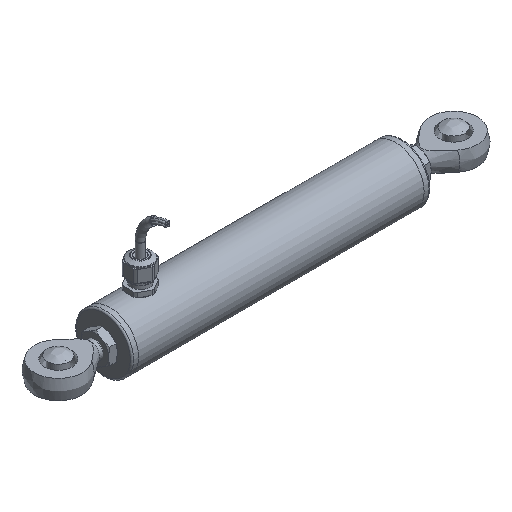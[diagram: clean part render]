
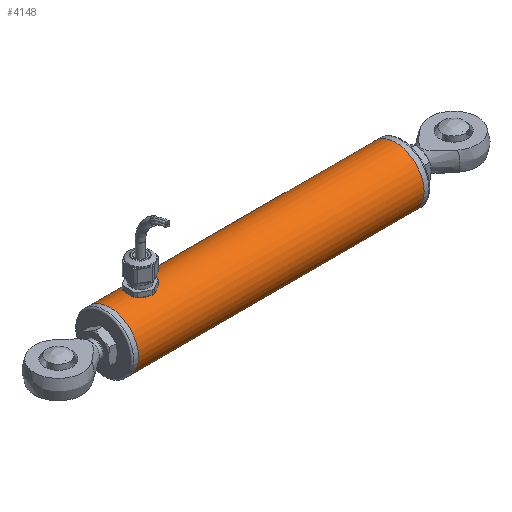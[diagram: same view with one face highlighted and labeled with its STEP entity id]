
A CAD part, isometric view. The second image highlights one B-rep face of the part: STEP entity #4148.
In plain terms, the highlighted cylindrical face has radius 13.335 mm (diameter 26.67 mm), a full revolution.
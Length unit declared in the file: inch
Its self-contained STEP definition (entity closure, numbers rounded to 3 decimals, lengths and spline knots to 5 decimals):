
#16 = CARTESIAN_POINT ( 'NONE',  ( -2.03083, 0.12031, 0.51104 ) ) ;
#21 = EDGE_CURVE ( 'NONE', #489, #489, #130, .T. ) ;
#57 = CARTESIAN_POINT ( 'NONE',  ( -1.87069, -0.08849, 0.51753 ) ) ;
#93 = CARTESIAN_POINT ( 'NONE',  ( -2.06006, -0.10075, 0.51528 ) ) ;
#120 = CARTESIAN_POINT ( 'NONE',  ( -1.85124, -0.05942, 0.52169 ) ) ;
#130 = CIRCLE ( 'NONE', #931, 0.525 ) ;
#148 = CARTESIAN_POINT ( 'NONE',  ( 2.7185, 0., 0.525 ) ) ;
#154 = CARTESIAN_POINT ( 'NONE',  ( -1.83852, 0.0176, 0.52478 ) ) ;
#197 = FACE_OUTER_BOUND ( 'NONE', #429, .T. ) ;
#404 = VERTEX_POINT ( 'NONE', #4812 ) ;
#429 = EDGE_LOOP ( 'NONE', ( #2236 ) ) ;
#489 = VERTEX_POINT ( 'NONE', #148 ) ;
#498 = CARTESIAN_POINT ( 'NONE',  ( -2.10535, 0.00889, 0.525 ) ) ;
#531 = CARTESIAN_POINT ( 'NONE',  ( -2.10536, -0.00877, 0.525 ) ) ;
#568 = CARTESIAN_POINT ( 'NONE',  ( -2.07792, -0.08167, 0.51866 ) ) ;
#605 = CARTESIAN_POINT ( 'NONE',  ( -2.07788, 0.08171, 0.51865 ) ) ;
#633 = CARTESIAN_POINT ( 'NONE',  ( -2.08756, 0.06725, 0.52073 ) ) ;
#709 = DIRECTION ( 'NONE',  ( 0., 0., 1. ) ) ;
#931 = AXIS2_PLACEMENT_3D ( 'NONE', #1570, #3473, #2009 ) ;
#972 = CARTESIAN_POINT ( 'NONE',  ( -2.09849, -0.04323, 0.52328 ) ) ;
#1001 = CARTESIAN_POINT ( 'NONE',  ( -2.03869, -0.1161, 0.51203 ) ) ;
#1030 = CARTESIAN_POINT ( 'NONE',  ( -2.10103, 0.03487, 0.52391 ) ) ;
#1038 = EDGE_CURVE ( 'NONE', #4985, #4985, #1324, .T. ) ;
#1068 = CARTESIAN_POINT ( 'NONE',  ( -1.98913, -0.13298, 0.50788 ) ) ;
#1101 = CARTESIAN_POINT ( 'NONE',  ( -2.09179, -0.05938, 0.52169 ) ) ;
#1324 = CIRCLE ( 'NONE', #1823, 0.525 ) ;
#1441 = CARTESIAN_POINT ( 'NONE',  ( -1.95388, -0.13298, 0.50788 ) ) ;
#1471 = CARTESIAN_POINT ( 'NONE',  ( -1.84455, -0.04333, 0.52327 ) ) ;
#1504 = CARTESIAN_POINT ( 'NONE',  ( -2.08768, -0.06707, 0.52075 ) ) ;
#1539 = CARTESIAN_POINT ( 'NONE',  ( -1.86445, 0.08226, 0.51867 ) ) ;
#1570 = CARTESIAN_POINT ( 'NONE',  ( 2.7185, 0., 0. ) ) ;
#1571 = CARTESIAN_POINT ( 'NONE',  ( -1.90434, -0.11612, 0.51202 ) ) ;
#1823 = AXIS2_PLACEMENT_3D ( 'NONE', #4321, #2343, #5234 ) ;
#1939 = CARTESIAN_POINT ( 'NONE',  ( -1.84449, 0.04317, 0.52329 ) ) ;
#2009 = DIRECTION ( 'NONE',  ( 0., 0., 1. ) ) ;
#2010 = CARTESIAN_POINT ( 'NONE',  ( -1.83851, -0.01756, 0.52478 ) ) ;
#2042 = CARTESIAN_POINT ( 'NONE',  ( -2.09169, 0.05958, 0.52167 ) ) ;
#2061 = EDGE_CURVE ( 'NONE', #404, #404, #3615, .T. ) ;
#2087 = FACE_BOUND ( 'NONE', #5738, .T. ) ;
#2120 = CYLINDRICAL_SURFACE ( 'NONE', #5627, 0.525 ) ;
#2236 = ORIENTED_EDGE ( 'NONE', *, *, #21, .T. ) ;
#2343 = DIRECTION ( 'NONE',  ( 1., 0., 0. ) ) ;
#2415 = CARTESIAN_POINT ( 'NONE',  ( -2.03866, 0.11612, 0.51202 ) ) ;
#2452 = CARTESIAN_POINT ( 'NONE',  ( -1.88298, -0.10078, 0.51527 ) ) ;
#2487 = CARTESIAN_POINT ( 'NONE',  ( -2.07234, -0.08846, 0.51753 ) ) ;
#2521 = CARTESIAN_POINT ( 'NONE',  ( -1.98896, 0.13386, 0.50765 ) ) ;
#2550 = CARTESIAN_POINT ( 'NONE',  ( -1.83765, -0.00885, 0.525 ) ) ;
#2623 = FACE_OUTER_BOUND ( 'NONE', #3869, .T. ) ;
#2635 = ORIENTED_EDGE ( 'NONE', *, *, #1038, .T. ) ;
#2890 = CARTESIAN_POINT ( 'NONE',  ( -2.10108, -0.03468, 0.52392 ) ) ;
#2926 = CARTESIAN_POINT ( 'NONE',  ( -1.83764, 0.00869, 0.525 ) ) ;
#2964 = CARTESIAN_POINT ( 'NONE',  ( -1.88305, 0.10085, 0.51526 ) ) ;
#2997 = CARTESIAN_POINT ( 'NONE',  ( -2.00665, 0.13034, 0.50861 ) ) ;
#3027 = CARTESIAN_POINT ( 'NONE',  ( -2.05327, -0.10634, 0.51414 ) ) ;
#3376 = CARTESIAN_POINT ( 'NONE',  ( -1.97149, -0.13386, 0.50765 ) ) ;
#3391 = ORIENTED_EDGE ( 'NONE', *, *, #2061, .T. ) ;
#3406 = CARTESIAN_POINT ( 'NONE',  ( -1.96261, -0.13386, 0.50765 ) ) ;
#3440 = CARTESIAN_POINT ( 'NONE',  ( -1.98038, -0.13386, 0.50765 ) ) ;
#3473 = DIRECTION ( 'NONE',  ( -1., 0., 0. ) ) ;
#3475 = CARTESIAN_POINT ( 'NONE',  ( -1.92822, 0.12697, 0.50943 ) ) ;
#3502 = CARTESIAN_POINT ( 'NONE',  ( -1.91202, -0.12024, 0.51106 ) ) ;
#3587 = CARTESIAN_POINT ( 'NONE',  ( -2.5315, 0., 0.525 ) ) ;
#3615 = B_SPLINE_CURVE_WITH_KNOTS ( 'NONE', 3,
 ( #5303, #3440, #1068, #4902, #4428, #4392, #1001, #3027, #93, #2487, #568, #1504, #1101, #972, #2890, #4965, #531, #498, #5366, #1030, #5403, #2042, #633, #605, #4357, #5331, #4835, #2415, #16, #2997, #2521, #5842, #5873, #3984, #3475, #4937, #5433, #5808, #2964, #1539, #3882, #1939, #4863, #154, #2926, #2550, #2010, #4461, #1471, #120, #3948, #5905, #57, #2452, #4496, #1571, #3502, #3847, #5774, #1441, #3406, #3376 ),
 .UNSPECIFIED., .T., .F.,
 ( 4, 2, 2, 2, 2, 2, 2, 2, 2, 2, 2, 2, 2, 2, 2, 2, 2, 2, 2, 2, 2, 2, 2, 2, 2, 2, 2, 2, 2, 2, 4 ),
 ( 0., 0.00067, 0.00134, 0.00201, 0.00268, 0.00335, 0.00402, 0.00469, 0.00536, 0.00603, 0.0067, 0.00737, 0.00804, 0.00871, 0.00938, 0.01072, 0.01139, 0.01206, 0.01273, 0.0134, 0.01474, 0.01541, 0.01608, 0.01675, 0.01742, 0.01809, 0.01876, 0.01943, 0.0201, 0.02077, 0.02144 ),
 .UNSPECIFIED. ) ;
#3847 = CARTESIAN_POINT ( 'NONE',  ( -1.92821, -0.12697, 0.50943 ) ) ;
#3869 = EDGE_LOOP ( 'NONE', ( #2635 ) ) ;
#3882 = CARTESIAN_POINT ( 'NONE',  ( -1.8546, 0.06755, 0.52089 ) ) ;
#3948 = CARTESIAN_POINT ( 'NONE',  ( -1.85537, -0.06715, 0.52074 ) ) ;
#3984 = CARTESIAN_POINT ( 'NONE',  ( -1.93657, 0.12952, 0.50878 ) ) ;
#4062 = CARTESIAN_POINT ( 'NONE',  ( 2.7185, 0., 0. ) ) ;
#4148 = ADVANCED_FACE ( 'NONE', ( #2087, #2623, #197 ), #2120, .T. ) ;
#4321 = CARTESIAN_POINT ( 'NONE',  ( -2.5315, 0., 0. ) ) ;
#4357 = CARTESIAN_POINT ( 'NONE',  ( -2.07226, 0.08855, 0.51752 ) ) ;
#4392 = CARTESIAN_POINT ( 'NONE',  ( -2.03102, -0.12021, 0.51106 ) ) ;
#4428 = CARTESIAN_POINT ( 'NONE',  ( -2.01491, -0.12692, 0.50944 ) ) ;
#4461 = CARTESIAN_POINT ( 'NONE',  ( -1.84196, -0.03485, 0.52391 ) ) ;
#4496 = CARTESIAN_POINT ( 'NONE',  ( -1.88982, -0.10641, 0.51413 ) ) ;
#4812 = CARTESIAN_POINT ( 'NONE',  ( -1.97149, -0.13386, 0.50765 ) ) ;
#4835 = CARTESIAN_POINT ( 'NONE',  ( -2.05319, 0.1064, 0.51413 ) ) ;
#4863 = CARTESIAN_POINT ( 'NONE',  ( -1.84195, 0.0348, 0.52392 ) ) ;
#4902 = CARTESIAN_POINT ( 'NONE',  ( -2.00638, -0.12953, 0.50877 ) ) ;
#4937 = CARTESIAN_POINT ( 'NONE',  ( -1.91207, 0.12026, 0.51105 ) ) ;
#4965 = CARTESIAN_POINT ( 'NONE',  ( -2.1045, -0.01748, 0.52478 ) ) ;
#4985 = VERTEX_POINT ( 'NONE', #3587 ) ;
#5234 = DIRECTION ( 'NONE',  ( 0., 0., 1. ) ) ;
#5303 = CARTESIAN_POINT ( 'NONE',  ( -1.97149, -0.13386, 0.50765 ) ) ;
#5331 = CARTESIAN_POINT ( 'NONE',  ( -2.05991, 0.10089, 0.51525 ) ) ;
#5366 = CARTESIAN_POINT ( 'NONE',  ( -2.10447, 0.01773, 0.52477 ) ) ;
#5403 = CARTESIAN_POINT ( 'NONE',  ( -2.09847, 0.04329, 0.52328 ) ) ;
#5433 = CARTESIAN_POINT ( 'NONE',  ( -1.90423, 0.11606, 0.51204 ) ) ;
#5473 = DIRECTION ( 'NONE',  ( -1., 0., 0. ) ) ;
#5627 = AXIS2_PLACEMENT_3D ( 'NONE', #4062, #5473, #709 ) ;
#5738 = EDGE_LOOP ( 'NONE', ( #3391 ) ) ;
#5774 = CARTESIAN_POINT ( 'NONE',  ( -1.93673, -0.12956, 0.50877 ) ) ;
#5808 = CARTESIAN_POINT ( 'NONE',  ( -1.88977, 0.10637, 0.51414 ) ) ;
#5842 = CARTESIAN_POINT ( 'NONE',  ( -1.96269, 0.13385, 0.50765 ) ) ;
#5873 = CARTESIAN_POINT ( 'NONE',  ( -1.95381, 0.13297, 0.50788 ) ) ;
#5905 = CARTESIAN_POINT ( 'NONE',  ( -1.86516, -0.08178, 0.51864 ) ) ;
